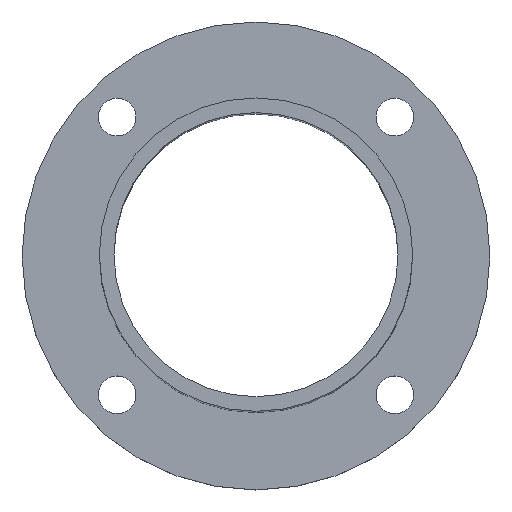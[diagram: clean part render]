
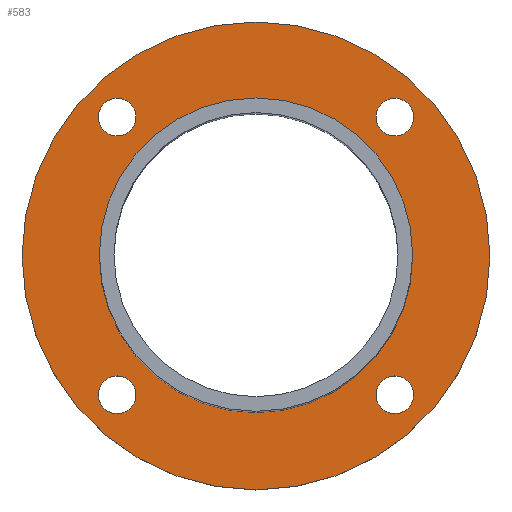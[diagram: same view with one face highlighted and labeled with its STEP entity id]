
A CAD part, top view. The second image highlights one B-rep face of the part: STEP entity #583.
In plain terms, the highlighted planar face has unit normal (0, 0, 1).
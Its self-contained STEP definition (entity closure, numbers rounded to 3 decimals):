
#3 = VERTEX_POINT ( 'NONE', #313 ) ;
#7 = AXIS2_PLACEMENT_3D ( 'NONE', #894, #897, #479 ) ;
#14 = EDGE_LOOP ( 'NONE', ( #372, #365 ) ) ;
#17 = EDGE_LOOP ( 'NONE', ( #219, #28 ) ) ;
#28 = ORIENTED_EDGE ( 'NONE', *, *, #679, .F. ) ;
#33 = DIRECTION ( 'NONE',  ( 1., 0., 0. ) ) ;
#38 = AXIS2_PLACEMENT_3D ( 'NONE', #839, #587, #852 ) ;
#41 = DIRECTION ( 'NONE',  ( 0., 0., 1. ) ) ;
#46 = EDGE_CURVE ( 'NONE', #866, #3, #858, .T. ) ;
#52 = AXIS2_PLACEMENT_3D ( 'NONE', #745, #659, #176 ) ;
#53 = CIRCLE ( 'NONE', #332, 4.5 ) ;
#58 = DIRECTION ( 'NONE',  ( 0., 0., 1. ) ) ;
#62 = ORIENTED_EDGE ( 'NONE', *, *, #190, .F. ) ;
#73 = EDGE_CURVE ( 'NONE', #3, #866, #625, .T. ) ;
#77 = VERTEX_POINT ( 'NONE', #462 ) ;
#81 = AXIS2_PLACEMENT_3D ( 'NONE', #873, #163, #376 ) ;
#87 = EDGE_CURVE ( 'NONE', #223, #241, #195, .T. ) ;
#93 = CARTESIAN_POINT ( 'NONE',  ( -28.734, 33.234, -83. ) ) ;
#95 = DIRECTION ( 'NONE',  ( 0., 0., 1. ) ) ;
#97 = AXIS2_PLACEMENT_3D ( 'NONE', #810, #95, #102 ) ;
#102 = DIRECTION ( 'NONE',  ( 1., 0., 0. ) ) ;
#112 = AXIS2_PLACEMENT_3D ( 'NONE', #739, #663, #33 ) ;
#113 = AXIS2_PLACEMENT_3D ( 'NONE', #202, #498, #487 ) ;
#114 = ORIENTED_EDGE ( 'NONE', *, *, #864, .F. ) ;
#115 = CARTESIAN_POINT ( 'NONE',  ( -37.5, 0., -83. ) ) ;
#123 = DIRECTION ( 'NONE',  ( 1., 0., 0. ) ) ;
#141 = PLANE ( 'NONE',  #648 ) ;
#149 = DIRECTION ( 'NONE',  ( 0., 0., 1. ) ) ;
#163 = DIRECTION ( 'NONE',  ( 0., 0., 1. ) ) ;
#169 = CIRCLE ( 'NONE', #288, 4.5 ) ;
#176 = DIRECTION ( 'NONE',  ( 1., 0., 0. ) ) ;
#190 = EDGE_CURVE ( 'NONE', #77, #862, #832, .T. ) ;
#195 = CIRCLE ( 'NONE', #112, 4.5 ) ;
#202 = CARTESIAN_POINT ( 'NONE',  ( -33.234, 33.234, -83. ) ) ;
#208 = FACE_BOUND ( 'NONE', #17, .T. ) ;
#219 = ORIENTED_EDGE ( 'NONE', *, *, #600, .F. ) ;
#223 = VERTEX_POINT ( 'NONE', #409 ) ;
#226 = CIRCLE ( 'NONE', #113, 4.5 ) ;
#241 = VERTEX_POINT ( 'NONE', #328 ) ;
#288 = AXIS2_PLACEMENT_3D ( 'NONE', #886, #58, #339 ) ;
#293 = EDGE_LOOP ( 'NONE', ( #379, #424 ) ) ;
#294 = VERTEX_POINT ( 'NONE', #824 ) ;
#313 = CARTESIAN_POINT ( 'NONE',  ( 56., 0., -83. ) ) ;
#328 = CARTESIAN_POINT ( 'NONE',  ( -28.734, -33.234, -83. ) ) ;
#331 = CIRCLE ( 'NONE', #81, 4.5 ) ;
#332 = AXIS2_PLACEMENT_3D ( 'NONE', #898, #696, #123 ) ;
#339 = DIRECTION ( 'NONE',  ( 1., 0., 0. ) ) ;
#353 = FACE_OUTER_BOUND ( 'NONE', #293, .T. ) ;
#357 = FACE_BOUND ( 'NONE', #767, .T. ) ;
#365 = ORIENTED_EDGE ( 'NONE', *, *, #841, .F. ) ;
#372 = ORIENTED_EDGE ( 'NONE', *, *, #614, .F. ) ;
#376 = DIRECTION ( 'NONE',  ( 1., 0., 0. ) ) ;
#379 = ORIENTED_EDGE ( 'NONE', *, *, #46, .T. ) ;
#383 = DIRECTION ( 'NONE',  ( 1., 0., 0. ) ) ;
#407 = CIRCLE ( 'NONE', #903, 4.5 ) ;
#409 = CARTESIAN_POINT ( 'NONE',  ( -37.734, -33.234, -83. ) ) ;
#414 = EDGE_CURVE ( 'NONE', #738, #726, #226, .T. ) ;
#415 = CARTESIAN_POINT ( 'NONE',  ( 37.5, 0., -83. ) ) ;
#420 = FACE_BOUND ( 'NONE', #909, .T. ) ;
#424 = ORIENTED_EDGE ( 'NONE', *, *, #73, .T. ) ;
#438 = CIRCLE ( 'NONE', #38, 4.5 ) ;
#448 = CARTESIAN_POINT ( 'NONE',  ( 33.234, 33.234, -83. ) ) ;
#449 = ORIENTED_EDGE ( 'NONE', *, *, #572, .F. ) ;
#462 = CARTESIAN_POINT ( 'NONE',  ( 37.734, 33.234, -83. ) ) ;
#467 = AXIS2_PLACEMENT_3D ( 'NONE', #537, #41, #383 ) ;
#479 = DIRECTION ( 'NONE',  ( 1., 0., 0. ) ) ;
#485 = EDGE_CURVE ( 'NONE', #726, #738, #53, .T. ) ;
#487 = DIRECTION ( 'NONE',  ( 1., 0., 0. ) ) ;
#497 = DIRECTION ( 'NONE',  ( 1., 0., 0. ) ) ;
#498 = DIRECTION ( 'NONE',  ( 0., 0., 1. ) ) ;
#512 = DIRECTION ( 'NONE',  ( 1., 0., 0. ) ) ;
#535 = VERTEX_POINT ( 'NONE', #415 ) ;
#537 = CARTESIAN_POINT ( 'NONE',  ( 0., 0., -83. ) ) ;
#561 = CIRCLE ( 'NONE', #785, 37.5 ) ;
#570 = CARTESIAN_POINT ( 'NONE',  ( 0., 0., -83. ) ) ;
#572 = EDGE_CURVE ( 'NONE', #241, #223, #169, .T. ) ;
#583 = ADVANCED_FACE ( 'NONE', ( #780, #357, #208, #420, #773, #353 ), #141, .T. ) ;
#587 = DIRECTION ( 'NONE',  ( 0., 0., 1. ) ) ;
#600 = EDGE_CURVE ( 'NONE', #706, #294, #438, .T. ) ;
#601 = ORIENTED_EDGE ( 'NONE', *, *, #414, .F. ) ;
#614 = EDGE_CURVE ( 'NONE', #535, #849, #561, .T. ) ;
#617 = CARTESIAN_POINT ( 'NONE',  ( 28.734, 33.234, -83. ) ) ;
#625 = CIRCLE ( 'NONE', #52, 56. ) ;
#643 = EDGE_LOOP ( 'NONE', ( #601, #720 ) ) ;
#646 = DIRECTION ( 'NONE',  ( 0., 0., 1. ) ) ;
#648 = AXIS2_PLACEMENT_3D ( 'NONE', #570, #646, #512 ) ;
#659 = DIRECTION ( 'NONE',  ( 0., 0., 1. ) ) ;
#663 = DIRECTION ( 'NONE',  ( 0., 0., 1. ) ) ;
#669 = ORIENTED_EDGE ( 'NONE', *, *, #87, .F. ) ;
#679 = EDGE_CURVE ( 'NONE', #294, #706, #331, .T. ) ;
#696 = DIRECTION ( 'NONE',  ( 0., 0., 1. ) ) ;
#700 = CIRCLE ( 'NONE', #467, 37.5 ) ;
#706 = VERTEX_POINT ( 'NONE', #725 ) ;
#720 = ORIENTED_EDGE ( 'NONE', *, *, #485, .F. ) ;
#725 = CARTESIAN_POINT ( 'NONE',  ( 28.734, -33.234, -83. ) ) ;
#726 = VERTEX_POINT ( 'NONE', #93 ) ;
#738 = VERTEX_POINT ( 'NONE', #796 ) ;
#739 = CARTESIAN_POINT ( 'NONE',  ( -33.234, -33.234, -83. ) ) ;
#745 = CARTESIAN_POINT ( 'NONE',  ( 0., 0., -83. ) ) ;
#767 = EDGE_LOOP ( 'NONE', ( #669, #449 ) ) ;
#773 = FACE_BOUND ( 'NONE', #14, .T. ) ;
#780 = FACE_BOUND ( 'NONE', #643, .T. ) ;
#785 = AXIS2_PLACEMENT_3D ( 'NONE', #907, #149, #497 ) ;
#793 = DIRECTION ( 'NONE',  ( 0., 0., 1. ) ) ;
#796 = CARTESIAN_POINT ( 'NONE',  ( -37.734, 33.234, -83. ) ) ;
#799 = CARTESIAN_POINT ( 'NONE',  ( -56., 0., -83. ) ) ;
#810 = CARTESIAN_POINT ( 'NONE',  ( 0., 0., -83. ) ) ;
#811 = DIRECTION ( 'NONE',  ( 1., 0., 0. ) ) ;
#824 = CARTESIAN_POINT ( 'NONE',  ( 37.734, -33.234, -83. ) ) ;
#832 = CIRCLE ( 'NONE', #7, 4.5 ) ;
#839 = CARTESIAN_POINT ( 'NONE',  ( 33.234, -33.234, -83. ) ) ;
#841 = EDGE_CURVE ( 'NONE', #849, #535, #700, .T. ) ;
#849 = VERTEX_POINT ( 'NONE', #115 ) ;
#852 = DIRECTION ( 'NONE',  ( 1., 0., 0. ) ) ;
#858 = CIRCLE ( 'NONE', #97, 56. ) ;
#862 = VERTEX_POINT ( 'NONE', #617 ) ;
#864 = EDGE_CURVE ( 'NONE', #862, #77, #407, .T. ) ;
#866 = VERTEX_POINT ( 'NONE', #799 ) ;
#873 = CARTESIAN_POINT ( 'NONE',  ( 33.234, -33.234, -83. ) ) ;
#886 = CARTESIAN_POINT ( 'NONE',  ( -33.234, -33.234, -83. ) ) ;
#894 = CARTESIAN_POINT ( 'NONE',  ( 33.234, 33.234, -83. ) ) ;
#897 = DIRECTION ( 'NONE',  ( 0., 0., 1. ) ) ;
#898 = CARTESIAN_POINT ( 'NONE',  ( -33.234, 33.234, -83. ) ) ;
#903 = AXIS2_PLACEMENT_3D ( 'NONE', #448, #793, #811 ) ;
#907 = CARTESIAN_POINT ( 'NONE',  ( 0., 0., -83. ) ) ;
#909 = EDGE_LOOP ( 'NONE', ( #114, #62 ) ) ;
